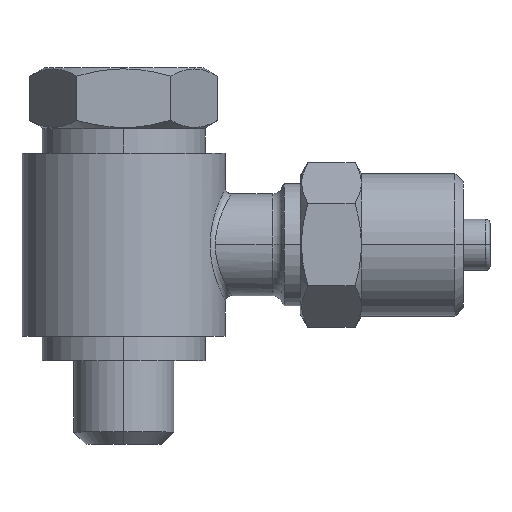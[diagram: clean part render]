
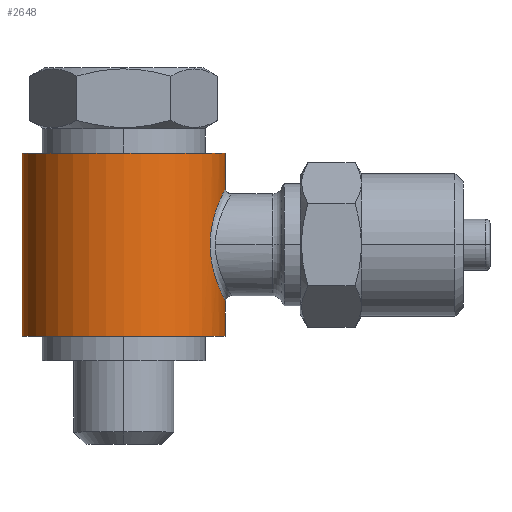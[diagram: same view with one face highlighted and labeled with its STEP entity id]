
A CAD part, top view. The second image highlights one B-rep face of the part: STEP entity #2648.
In plain terms, the highlighted cylindrical face has radius 5 mm (diameter 10 mm), a partial arc.
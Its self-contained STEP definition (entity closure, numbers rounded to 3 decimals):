
#32 = VECTOR ( 'NONE', #1832, 1000. ) ;
#36 = AXIS2_PLACEMENT_3D ( 'NONE', #1795, #1794, #1792 ) ;
#38 = AXIS2_PLACEMENT_3D ( 'NONE', #1845, #1844, #1842 ) ;
#40 = AXIS2_PLACEMENT_3D ( 'NONE', #1848, #1847, #1846 ) ;
#47 = VECTOR ( 'NONE', #1866, 1000. ) ;
#48 = CIRCLE ( 'NONE', #40, 5. ) ;
#51 = CIRCLE ( 'NONE', #38, 5. ) ;
#53 = VECTOR ( 'NONE', #1880, 1000. ) ;
#246 = B_SPLINE_CURVE_WITH_KNOTS ( 'NONE', 3,
 ( #1876, #1875, #1874, #1873, #1872, #1871 ),
 .UNSPECIFIED., .F., .F.,
 ( 4, 2, 4 ),
 ( 0.017, 0.017, 0.017 ),
 .UNSPECIFIED. ) ;
#608 = ORIENTED_EDGE ( 'NONE', *, *, #2632, .T. ) ;
#610 = ORIENTED_EDGE ( 'NONE', *, *, #2630, .F. ) ;
#617 = ORIENTED_EDGE ( 'NONE', *, *, #2598, .T. ) ;
#639 = ORIENTED_EDGE ( 'NONE', *, *, #2639, .F. ) ;
#642 = ORIENTED_EDGE ( 'NONE', *, *, #2634, .F. ) ;
#643 = ORIENTED_EDGE ( 'NONE', *, *, #2642, .T. ) ;
#670 = EDGE_LOOP ( 'NONE', ( #639, #643, #691, #642, #617, #608, #610 ) ) ;
#691 = ORIENTED_EDGE ( 'NONE', *, *, #2638, .F. ) ;
#739 = VERTEX_POINT ( 'NONE', #2302 ) ;
#791 = VERTEX_POINT ( 'NONE', #2284 ) ;
#831 = FACE_OUTER_BOUND ( 'NONE', #670, .T. ) ;
#834 = LINE ( 'NONE', #1833, #32 ) ;
#837 = LINE ( 'NONE', #1867, #47 ) ;
#838 = LINE ( 'NONE', #1881, #53 ) ;
#842 = CYLINDRICAL_SURFACE ( 'NONE', #36, 5. ) ;
#969 = VERTEX_POINT ( 'NONE', #2282 ) ;
#970 = VERTEX_POINT ( 'NONE', #2281 ) ;
#971 = VERTEX_POINT ( 'NONE', #2280 ) ;
#972 = VERTEX_POINT ( 'NONE', #2279 ) ;
#973 = VERTEX_POINT ( 'NONE', #2278 ) ;
#1096 = B_SPLINE_CURVE_WITH_KNOTS ( 'NONE', 3,
 ( #1177, #1173, #1147, #1144, #1183, #1182, #1181, #1180, #1179, #1178, #1176, #1175, #1174, #1172, #1171, #1170, #1169, #1168, #1167, #1166, #1165, #1164, #1163, #1162, #1161, #1160, #1159, #1158, #1157, #1156, #1155, #1154 ),
 .UNSPECIFIED., .F., .F.,
 ( 4, 2, 2, 2, 2, 2, 2, 2, 2, 2, 2, 2, 2, 2, 2, 4 ),
 ( 0.009, 0.009, 0.01, 0.011, 0.011, 0.012, 0.012, 0.013, 0.013, 0.014, 0.015, 0.015, 0.016, 0.016, 0.017, 0.017 ),
 .UNSPECIFIED. ) ;
#1144 = CARTESIAN_POINT ( 'NONE',  ( 4.954, 7.092, 0.695 ) ) ;
#1147 = CARTESIAN_POINT ( 'NONE',  ( 4.99, 7.019, 0.354 ) ) ;
#1154 = CARTESIAN_POINT ( 'NONE',  ( 4.992, 12.583, 0.288 ) ) ;
#1155 = CARTESIAN_POINT ( 'NONE',  ( 4.982, 12.563, 0.464 ) ) ;
#1156 = CARTESIAN_POINT ( 'NONE',  ( 4.963, 12.524, 0.633 ) ) ;
#1157 = CARTESIAN_POINT ( 'NONE',  ( 4.91, 12.415, 0.959 ) ) ;
#1158 = CARTESIAN_POINT ( 'NONE',  ( 4.876, 12.343, 1.118 ) ) ;
#1159 = CARTESIAN_POINT ( 'NONE',  ( 4.798, 12.171, 1.415 ) ) ;
#1160 = CARTESIAN_POINT ( 'NONE',  ( 4.755, 12.072, 1.552 ) ) ;
#1161 = CARTESIAN_POINT ( 'NONE',  ( 4.664, 11.85, 1.807 ) ) ;
#1162 = CARTESIAN_POINT ( 'NONE',  ( 4.616, 11.726, 1.925 ) ) ;
#1163 = CARTESIAN_POINT ( 'NONE',  ( 4.523, 11.459, 2.134 ) ) ;
#1164 = CARTESIAN_POINT ( 'NONE',  ( 4.478, 11.317, 2.226 ) ) ;
#1165 = CARTESIAN_POINT ( 'NONE',  ( 4.395, 11.015, 2.386 ) ) ;
#1166 = CARTESIAN_POINT ( 'NONE',  ( 4.358, 10.854, 2.453 ) ) ;
#1167 = CARTESIAN_POINT ( 'NONE',  ( 4.297, 10.525, 2.557 ) ) ;
#1168 = CARTESIAN_POINT ( 'NONE',  ( 4.274, 10.353, 2.595 ) ) ;
#1169 = CARTESIAN_POINT ( 'NONE',  ( 4.247, 10.005, 2.64 ) ) ;
#1170 = CARTESIAN_POINT ( 'NONE',  ( 4.242, 9.831, 2.647 ) ) ;
#1171 = CARTESIAN_POINT ( 'NONE',  ( 4.253, 9.481, 2.63 ) ) ;
#1172 = CARTESIAN_POINT ( 'NONE',  ( 4.268, 9.305, 2.605 ) ) ;
#1173 = CARTESIAN_POINT ( 'NONE',  ( 5., 7., 0.177 ) ) ;
#1174 = CARTESIAN_POINT ( 'NONE',  ( 4.314, 8.968, 2.527 ) ) ;
#1175 = CARTESIAN_POINT ( 'NONE',  ( 4.346, 8.805, 2.474 ) ) ;
#1176 = CARTESIAN_POINT ( 'NONE',  ( 4.419, 8.49, 2.34 ) ) ;
#1177 = CARTESIAN_POINT ( 'NONE',  ( 5., 7., 0. ) ) ;
#1178 = CARTESIAN_POINT ( 'NONE',  ( 4.462, 8.337, 2.258 ) ) ;
#1179 = CARTESIAN_POINT ( 'NONE',  ( 4.552, 8.055, 2.072 ) ) ;
#1180 = CARTESIAN_POINT ( 'NONE',  ( 4.598, 7.923, 1.967 ) ) ;
#1181 = CARTESIAN_POINT ( 'NONE',  ( 4.739, 7.556, 1.614 ) ) ;
#1182 = CARTESIAN_POINT ( 'NONE',  ( 4.83, 7.356, 1.334 ) ) ;
#1183 = CARTESIAN_POINT ( 'NONE',  ( 4.928, 7.146, 0.859 ) ) ;
#1792 = DIRECTION ( 'NONE',  ( 1., 0., 0. ) ) ;
#1794 = DIRECTION ( 'NONE',  ( 0., -1., 0. ) ) ;
#1795 = CARTESIAN_POINT ( 'NONE',  ( 0., 2.8, 0. ) ) ;
#1832 = DIRECTION ( 'NONE',  ( 0., -1., 0. ) ) ;
#1833 = CARTESIAN_POINT ( 'NONE',  ( -5., 2.8, 0. ) ) ;
#1842 = DIRECTION ( 'NONE',  ( 0., 0., -1. ) ) ;
#1844 = DIRECTION ( 'NONE',  ( 0., 1., 0. ) ) ;
#1845 = CARTESIAN_POINT ( 'NONE',  ( 0., 14.3, 0. ) ) ;
#1846 = DIRECTION ( 'NONE',  ( 0., 0., 1. ) ) ;
#1847 = DIRECTION ( 'NONE',  ( 0., -1., 0. ) ) ;
#1848 = CARTESIAN_POINT ( 'NONE',  ( 0., 5.3, 0. ) ) ;
#1866 = DIRECTION ( 'NONE',  ( 0., -1., 0. ) ) ;
#1867 = CARTESIAN_POINT ( 'NONE',  ( 5., 2.8, 0. ) ) ;
#1871 = CARTESIAN_POINT ( 'NONE',  ( 5., 12.6, 0. ) ) ;
#1872 = CARTESIAN_POINT ( 'NONE',  ( 5., 12.6, 0.048 ) ) ;
#1873 = CARTESIAN_POINT ( 'NONE',  ( 4.999, 12.599, 0.096 ) ) ;
#1874 = CARTESIAN_POINT ( 'NONE',  ( 4.997, 12.593, 0.192 ) ) ;
#1875 = CARTESIAN_POINT ( 'NONE',  ( 4.994, 12.589, 0.24 ) ) ;
#1876 = CARTESIAN_POINT ( 'NONE',  ( 4.992, 12.583, 0.288 ) ) ;
#1880 = DIRECTION ( 'NONE',  ( 0., -1., 0. ) ) ;
#1881 = CARTESIAN_POINT ( 'NONE',  ( 5., 2.8, 0. ) ) ;
#2278 = CARTESIAN_POINT ( 'NONE',  ( 5., 12.6, 0. ) ) ;
#2279 = CARTESIAN_POINT ( 'NONE',  ( 5., 5.3, 0. ) ) ;
#2280 = CARTESIAN_POINT ( 'NONE',  ( -5., 5.3, 0. ) ) ;
#2281 = CARTESIAN_POINT ( 'NONE',  ( 5., 14.3, 0. ) ) ;
#2282 = CARTESIAN_POINT ( 'NONE',  ( -5., 14.3, 0. ) ) ;
#2284 = CARTESIAN_POINT ( 'NONE',  ( 5., 7., 0. ) ) ;
#2302 = CARTESIAN_POINT ( 'NONE',  ( 4.992, 12.583, 0.288 ) ) ;
#2598 = EDGE_CURVE ( 'NONE', #791, #739, #1096, .T. ) ;
#2630 = EDGE_CURVE ( 'NONE', #970, #973, #838, .T. ) ;
#2632 = EDGE_CURVE ( 'NONE', #739, #973, #246, .T. ) ;
#2634 = EDGE_CURVE ( 'NONE', #791, #972, #837, .T. ) ;
#2638 = EDGE_CURVE ( 'NONE', #972, #971, #48, .T. ) ;
#2639 = EDGE_CURVE ( 'NONE', #969, #970, #51, .T. ) ;
#2642 = EDGE_CURVE ( 'NONE', #969, #971, #834, .T. ) ;
#2648 = ADVANCED_FACE ( 'NONE', ( #831 ), #842, .T. ) ;
